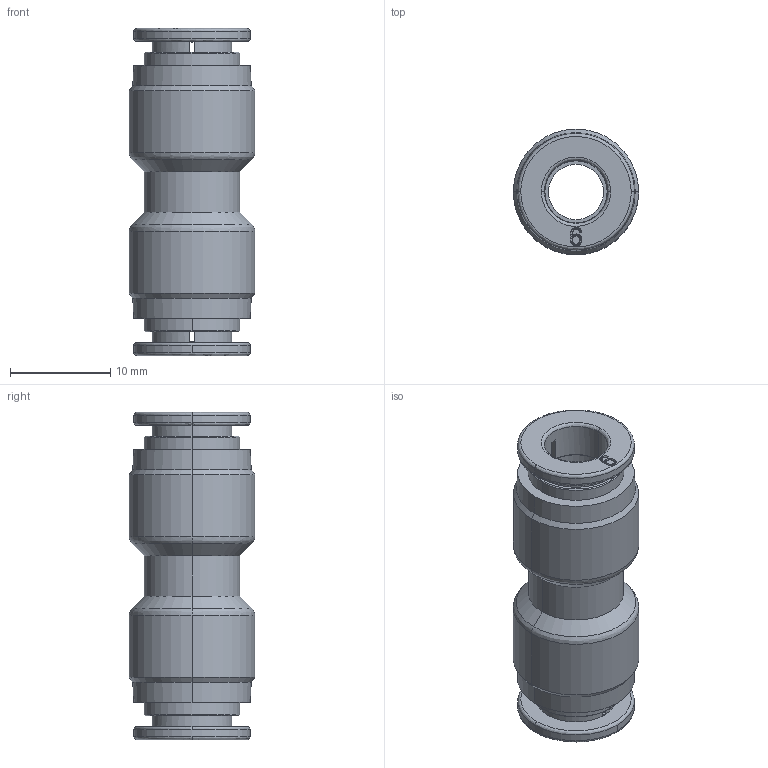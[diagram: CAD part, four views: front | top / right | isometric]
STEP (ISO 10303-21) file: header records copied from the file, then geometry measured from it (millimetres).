
FILE_DESCRIPTION (( 'STEP AP214' ), '1' );
FILE_NAME ('US6M-SS.step', '2018-03-13T19:30:51', ( '' ), ( '' ), 'SwSTEP 2.0', 'SolidWorks 2017', '' );
FILE_SCHEMA (( 'AUTOMOTIVE_DESIGN' ));
Length unit declared in the file: inch
Products named in the file (1): US6M-SS
Bounding box: 12.5 x 12.5 x 32.6 mm (x, y, z)
Volume: 2297.1 mm3; surface area: 2329.1 mm2
Topology: 1 solids, 1 shells, 130 faces, 320 edges, 202 vertices
Faces by surface type: bspline 48, cylinder 32, plane 30, cone 20
Entity records: 5202 total; most frequent: CARTESIAN_POINT 2317, ORIENTED_EDGE 640, DIRECTION 512, EDGE_CURVE 320, AXIS2_PLACEMENT_3D 205, VERTEX_POINT 202, EDGE_LOOP 150, ADVANCED_FACE 130
